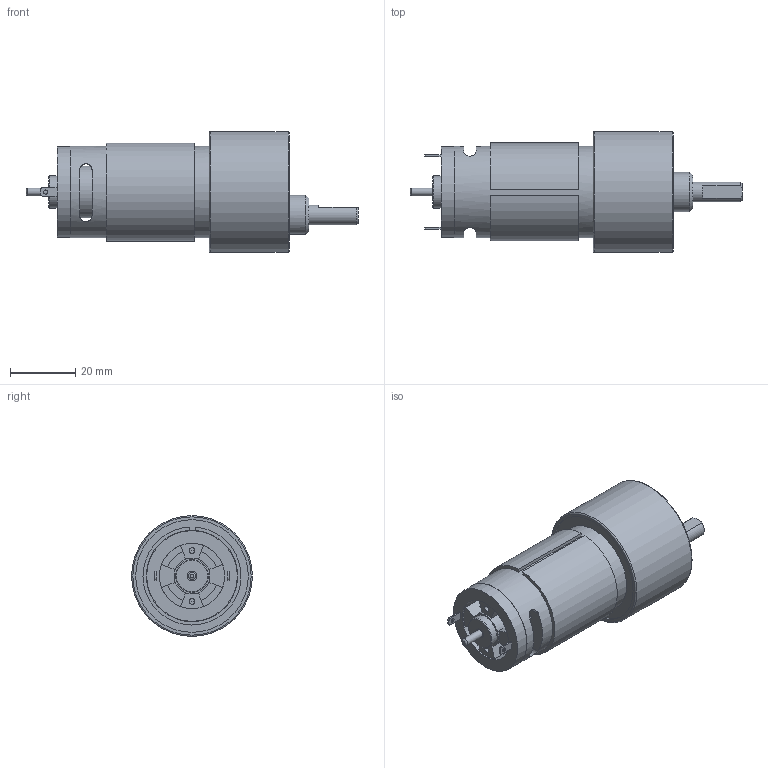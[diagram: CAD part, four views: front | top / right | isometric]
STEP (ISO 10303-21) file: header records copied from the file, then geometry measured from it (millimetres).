
FILE_DESCRIPTION(/* description */ (''),/* implementation_level */ '2;1');
FILE_NAME(/* name */ 'DC Motor 8347631 v3.step',/* time_stamp */ '2020-02-27T15:06:04+01:00',/* author */ (''),/* organization */ (''),/* preprocessor_version */ 'ST-DEVELOPER v18',/* originating_system */ 'Autodesk Translation Framework v8.12.0.6',/* authorisation */ '');
FILE_SCHEMA (('AUTOMOTIVE_DESIGN { 1 0 10303 214 3 1 1 }'));
Length unit declared in the file: millimetre
Products named in the file (1): DC Motor 8347631
Bounding box: 101.6 x 37 x 37 mm (x, y, z)
Volume: 55952.7 mm3; surface area: 12434.6 mm2
Topology: 1 solids, 1 shells, 122 faces, 364 edges, 240 vertices
Faces by surface type: plane 65, cylinder 47, torus 7, cone 2, bspline 1
Full cylindrical faces by diameter (mm): 1.277 x2, 1.8 x2, 2.34 x1, 2.529 x6, 3 x1, 6 x1, 6.396 x1, 9.96 x1, 11 x1, 12 x1, 15.881 x1, 20 x1, 27.743 x1, 27.9 x1, 34.455 x1, 37 x1
Entity records: 4616 total; most frequent: CARTESIAN_POINT 1045, DIRECTION 757, ORIENTED_EDGE 728, EDGE_CURVE 364, AXIS2_PLACEMENT_3D 293, VERTEX_POINT 240, LINE 171, VECTOR 171
